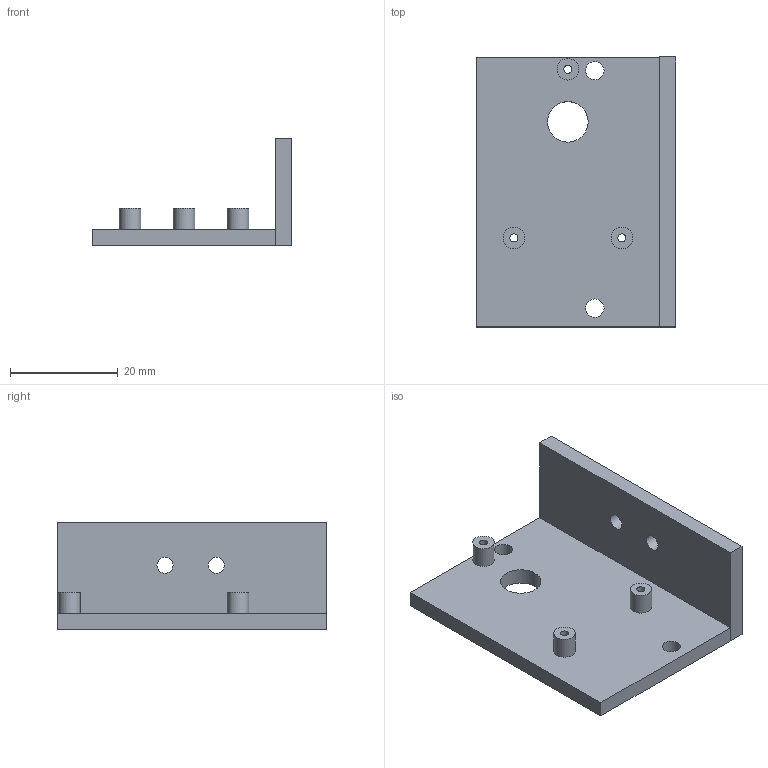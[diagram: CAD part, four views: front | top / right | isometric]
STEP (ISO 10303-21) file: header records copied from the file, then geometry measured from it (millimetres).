
FILE_DESCRIPTION(/* description */ (''),/* implementation_level */ '2;1');
FILE_NAME(/* name */ 'a622165b-714e-4301-bf2d-af73a9d4c728.zip.stp',/* time_stamp */ '2024-02-04T16:48:23Z',/* author */ (''),/* organization */ (''),/* preprocessor_version */ 'ST-DEVELOPER v20',/* originating_system */ 'Autodesk Translation Framework v12.20.1.177',/* authorisation */ '');
FILE_SCHEMA (('AUTOMOTIVE_DESIGN { 1 0 10303 214 3 1 1 }'));
Length unit declared in the file: millimetre
Products named in the file (1): suporte_eletroiman
Bounding box: 37 x 50 x 20 mm (x, y, z)
Volume: 7984.3 mm3; surface area: 6301.5 mm2
Topology: 1 solids, 1 shells, 25 faces, 56 edges, 36 vertices
Faces by surface type: plane 14, cylinder 11
Full cylindrical faces by diameter (mm): 1.5 x3, 3 x2, 3.4 x2, 4 x3, 7.5 x1
Entity records: 772 total; most frequent: DIRECTION 130, CARTESIAN_POINT 118, ORIENTED_EDGE 112, EDGE_CURVE 56, AXIS2_PLACEMENT_3D 48, EDGE_LOOP 44, VERTEX_POINT 36, LINE 34
